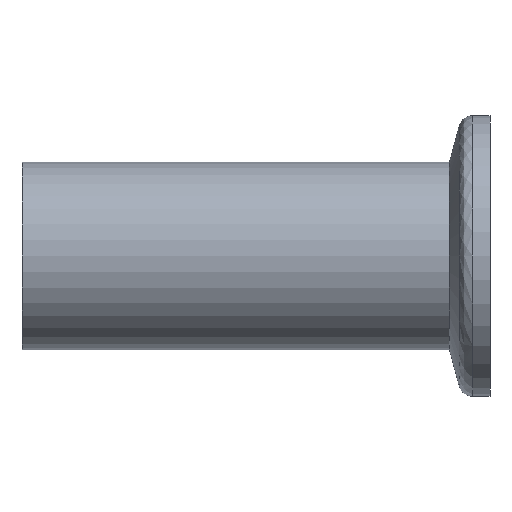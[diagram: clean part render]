
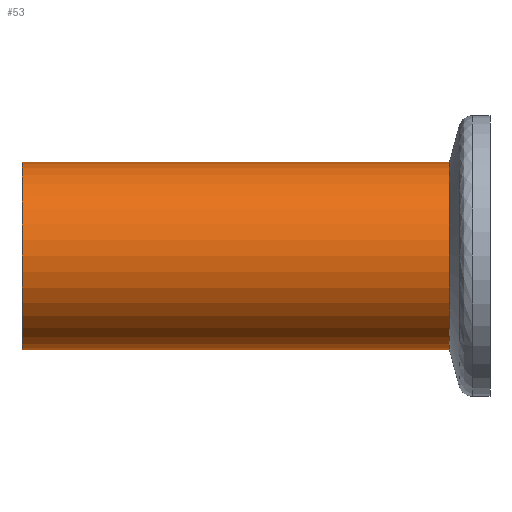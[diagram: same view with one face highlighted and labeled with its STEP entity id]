
A CAD part, front view. The second image highlights one B-rep face of the part: STEP entity #53.
In plain terms, the highlighted cylindrical face has radius 10 mm (diameter 20 mm), a partial arc.
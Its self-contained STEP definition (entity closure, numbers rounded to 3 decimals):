
#53=ADVANCED_FACE('',(#189),#188,.T.);
#188=CYLINDRICAL_SURFACE('',#333,10.);
#189=FACE_OUTER_BOUND('',#334,.T.);
#330=CARTESIAN_POINT('',(0.,0.,0.));
#331=DIRECTION('',(1.,0.,0.));
#332=DIRECTION('',(0.,0.,1.));
#333=AXIS2_PLACEMENT_3D('',#330,#331,#332);
#334=EDGE_LOOP('',(#392,#393,#394,#395));
#392=ORIENTED_EDGE('',*,*,#416,.T.);
#393=ORIENTED_EDGE('',*,*,#428,.F.);
#394=ORIENTED_EDGE('',*,*,#409,.F.);
#395=ORIENTED_EDGE('',*,*,#429,.T.);
#409=EDGE_CURVE('',#487,#486,#494,.T.);
#416=EDGE_CURVE('',#522,#529,#542,.T.);
#428=EDGE_CURVE('',#486,#529,#616,.T.);
#429=EDGE_CURVE('',#487,#522,#622,.T.);
#486=VERTEX_POINT('',#668);
#487=VERTEX_POINT('',#669);
#494=CIRCLE('',#677,10.);
#522=VERTEX_POINT('',#694);
#529=VERTEX_POINT('',#697);
#542=CIRCLE('',#707,10.);
#616=(BOUNDED_CURVE() B_SPLINE_CURVE(1,(#740,#741),.UNSPECIFIED.,.F.,.F.) B_SPLINE_CURVE_WITH_KNOTS((2,2),(0.083,0.917),.UNSPECIFIED.) CURVE() GEOMETRIC_REPRESENTATION_ITEM() RATIONAL_B_SPLINE_CURVE((1.,1.)) REPRESENTATION_ITEM('') );
#622=(BOUNDED_CURVE() B_SPLINE_CURVE(1,(#742,#743),.UNSPECIFIED.,.F.,.F.) B_SPLINE_CURVE_WITH_KNOTS((2,2),(0.083,0.917),.UNSPECIFIED.) CURVE() GEOMETRIC_REPRESENTATION_ITEM() RATIONAL_B_SPLINE_CURVE((0.75,0.75)) REPRESENTATION_ITEM('') );
#668=CARTESIAN_POINT('',(0.,0.,10.));
#669=CARTESIAN_POINT('',(0.,0.,-10.));
#674=CARTESIAN_POINT('',(0.,0.,0.));
#675=DIRECTION('',(-1.,0.,0.));
#676=DIRECTION('',(0.,0.,1.));
#677=AXIS2_PLACEMENT_3D('',#674,#675,#676);
#694=CARTESIAN_POINT('',(45.66,0.,-10.));
#697=CARTESIAN_POINT('',(45.66,0.,10.));
#704=CARTESIAN_POINT('',(45.66,0.,0.));
#705=DIRECTION('',(-1.,0.,0.));
#706=DIRECTION('',(0.,0.,1.));
#707=AXIS2_PLACEMENT_3D('',#704,#705,#706);
#740=CARTESIAN_POINT('',(0.,0.,10.));
#741=CARTESIAN_POINT('',(45.66,0.,10.));
#742=CARTESIAN_POINT('',(0.,0.,-10.));
#743=CARTESIAN_POINT('',(45.66,0.,-10.));
